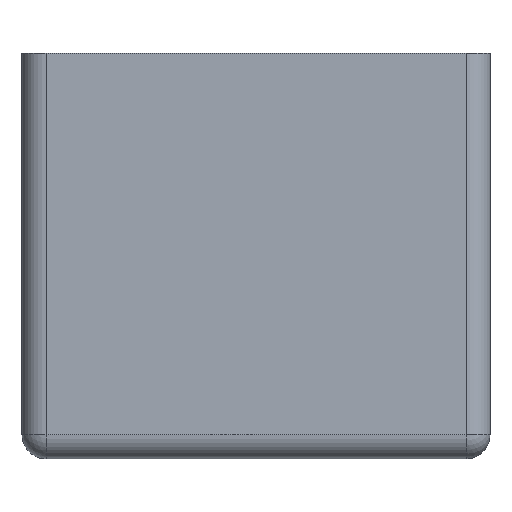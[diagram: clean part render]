
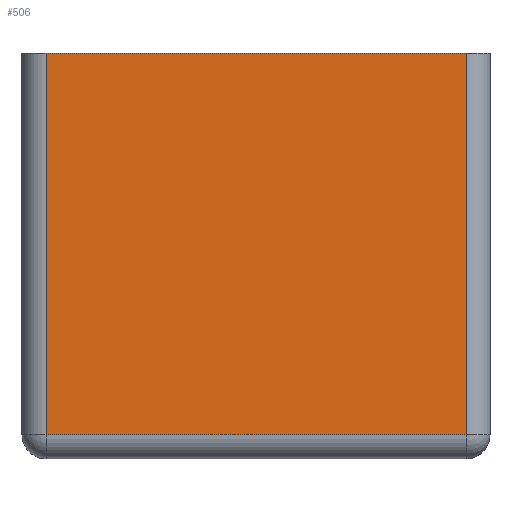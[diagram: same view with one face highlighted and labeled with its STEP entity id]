
A CAD part, front view. The second image highlights one B-rep face of the part: STEP entity #506.
In plain terms, the highlighted planar face has unit normal (0, -1, 0).
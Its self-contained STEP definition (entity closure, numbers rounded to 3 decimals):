
#146 = VERTEX_POINT('',#147);
#147 = CARTESIAN_POINT('',(-19.25,-35.7,35.));
#154 = EDGE_CURVE('',#146,#155,#157,.T.);
#155 = VERTEX_POINT('',#156);
#156 = CARTESIAN_POINT('',(19.25,-35.7,35.));
#157 = LINE('',#158,#159);
#158 = CARTESIAN_POINT('',(-19.25,-35.7,35.));
#159 = VECTOR('',#160,1.);
#160 = DIRECTION('',(1.,0.,0.));
#485 = EDGE_CURVE('',#486,#146,#488,.T.);
#486 = VERTEX_POINT('',#487);
#487 = CARTESIAN_POINT('',(-19.25,-35.7,0.));
#488 = LINE('',#489,#490);
#489 = CARTESIAN_POINT('',(-19.25,-35.7,0.));
#490 = VECTOR('',#491,1.);
#491 = DIRECTION('',(0.,0.,1.));
#506 = ADVANCED_FACE('',(#507),#525,.F.);
#507 = FACE_BOUND('',#508,.F.);
#508 = EDGE_LOOP('',(#509,#517,#518,#519));
#509 = ORIENTED_EDGE('',*,*,#510,.F.);
#510 = EDGE_CURVE('',#486,#511,#513,.T.);
#511 = VERTEX_POINT('',#512);
#512 = CARTESIAN_POINT('',(19.25,-35.7,0.));
#513 = LINE('',#514,#515);
#514 = CARTESIAN_POINT('',(-19.25,-35.7,0.));
#515 = VECTOR('',#516,1.);
#516 = DIRECTION('',(1.,0.,0.));
#517 = ORIENTED_EDGE('',*,*,#485,.T.);
#518 = ORIENTED_EDGE('',*,*,#154,.T.);
#519 = ORIENTED_EDGE('',*,*,#520,.F.);
#520 = EDGE_CURVE('',#511,#155,#521,.T.);
#521 = LINE('',#522,#523);
#522 = CARTESIAN_POINT('',(19.25,-35.7,0.));
#523 = VECTOR('',#524,1.);
#524 = DIRECTION('',(0.,0.,1.));
#525 = PLANE('',#526);
#526 = AXIS2_PLACEMENT_3D('',#527,#528,#529);
#527 = CARTESIAN_POINT('',(-19.25,-35.7,0.));
#528 = DIRECTION('',(0.,1.,0.));
#529 = DIRECTION('',(0.,0.,1.));
